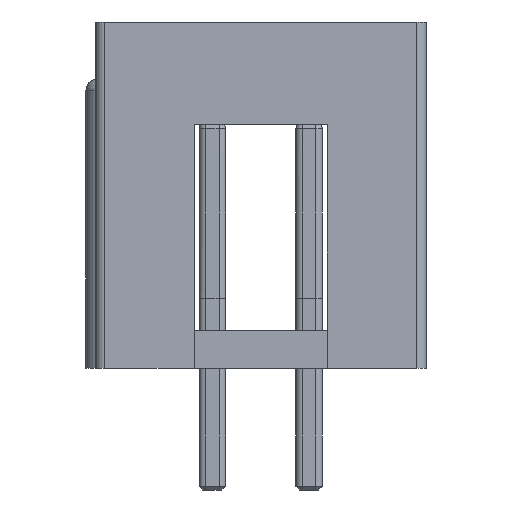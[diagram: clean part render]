
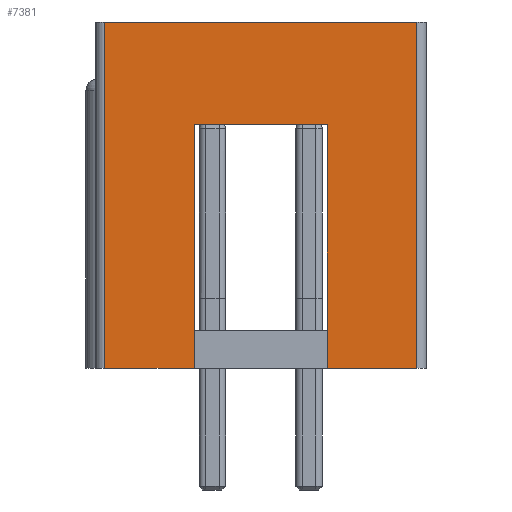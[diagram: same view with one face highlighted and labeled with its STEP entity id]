
A CAD part, left-side view. The second image highlights one B-rep face of the part: STEP entity #7381.
In plain terms, the highlighted planar face has unit normal (-1, 0, 0).
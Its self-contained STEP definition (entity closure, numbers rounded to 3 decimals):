
#69 = PLANE('',#70);
#70 = AXIS2_PLACEMENT_3D('',#71,#72,#73);
#71 = CARTESIAN_POINT('',(0.,0.,0.));
#72 = DIRECTION('',(0.,0.,1.));
#73 = DIRECTION('',(1.,0.,-0.));
#122 = VERTEX_POINT('',#123);
#123 = CARTESIAN_POINT('',(-19.23,4.1,0.));
#138 = CYLINDRICAL_SURFACE('',#139,0.25);
#139 = AXIS2_PLACEMENT_3D('',#140,#141,#142);
#140 = CARTESIAN_POINT('',(-18.98,4.1,0.));
#141 = DIRECTION('',(0.,0.,1.));
#142 = DIRECTION('',(-0.,1.,0.));
#150 = EDGE_CURVE('',#122,#151,#153,.T.);
#151 = VERTEX_POINT('',#152);
#152 = CARTESIAN_POINT('',(-19.23,1.75,0.));
#153 = SURFACE_CURVE('',#154,(#158,#165),.PCURVE_S1.);
#154 = LINE('',#155,#156);
#155 = CARTESIAN_POINT('',(-19.23,4.35,0.));
#156 = VECTOR('',#157,1.);
#157 = DIRECTION('',(0.,-1.,0.));
#158 = PCURVE('',#69,#159);
#159 = DEFINITIONAL_REPRESENTATION('',(#160),#164);
#160 = LINE('',#161,#162);
#161 = CARTESIAN_POINT('',(-19.23,4.35));
#162 = VECTOR('',#163,1.);
#163 = DIRECTION('',(0.,-1.));
#164 = ( GEOMETRIC_REPRESENTATION_CONTEXT(2) 
PARAMETRIC_REPRESENTATION_CONTEXT() REPRESENTATION_CONTEXT('2D SPACE',''
  ) );
#165 = PCURVE('',#166,#171);
#166 = PLANE('',#167);
#167 = AXIS2_PLACEMENT_3D('',#168,#169,#170);
#168 = CARTESIAN_POINT('',(-19.23,4.35,0.));
#169 = DIRECTION('',(1.,0.,-0.));
#170 = DIRECTION('',(0.,-1.,0.));
#171 = DEFINITIONAL_REPRESENTATION('',(#172),#176);
#172 = LINE('',#173,#174);
#173 = CARTESIAN_POINT('',(0.,0.));
#174 = VECTOR('',#175,1.);
#175 = DIRECTION('',(1.,0.));
#176 = ( GEOMETRIC_REPRESENTATION_CONTEXT(2) 
PARAMETRIC_REPRESENTATION_CONTEXT() REPRESENTATION_CONTEXT('2D SPACE',''
  ) );
#194 = PLANE('',#195);
#195 = AXIS2_PLACEMENT_3D('',#196,#197,#198);
#196 = CARTESIAN_POINT('',(-18.23,1.75,0.));
#197 = DIRECTION('',(0.,-1.,0.));
#198 = DIRECTION('',(-1.,0.,0.));
#235 = VERTEX_POINT('',#236);
#236 = CARTESIAN_POINT('',(-19.23,-1.75,0.));
#250 = PLANE('',#251);
#251 = AXIS2_PLACEMENT_3D('',#252,#253,#254);
#252 = CARTESIAN_POINT('',(-19.23,-1.75,0.));
#253 = DIRECTION('',(0.,1.,0.));
#254 = DIRECTION('',(1.,0.,0.));
#262 = EDGE_CURVE('',#235,#263,#265,.T.);
#263 = VERTEX_POINT('',#264);
#264 = CARTESIAN_POINT('',(-19.23,-4.1,0.));
#265 = SURFACE_CURVE('',#266,(#270,#277),.PCURVE_S1.);
#266 = LINE('',#267,#268);
#267 = CARTESIAN_POINT('',(-19.23,4.35,0.));
#268 = VECTOR('',#269,1.);
#269 = DIRECTION('',(0.,-1.,0.));
#270 = PCURVE('',#69,#271);
#271 = DEFINITIONAL_REPRESENTATION('',(#272),#276);
#272 = LINE('',#273,#274);
#273 = CARTESIAN_POINT('',(-19.23,4.35));
#274 = VECTOR('',#275,1.);
#275 = DIRECTION('',(0.,-1.));
#276 = ( GEOMETRIC_REPRESENTATION_CONTEXT(2) 
PARAMETRIC_REPRESENTATION_CONTEXT() REPRESENTATION_CONTEXT('2D SPACE',''
  ) );
#277 = PCURVE('',#166,#278);
#278 = DEFINITIONAL_REPRESENTATION('',(#279),#283);
#279 = LINE('',#280,#281);
#280 = CARTESIAN_POINT('',(0.,0.));
#281 = VECTOR('',#282,1.);
#282 = DIRECTION('',(1.,0.));
#283 = ( GEOMETRIC_REPRESENTATION_CONTEXT(2) 
PARAMETRIC_REPRESENTATION_CONTEXT() REPRESENTATION_CONTEXT('2D SPACE',''
  ) );
#306 = CYLINDRICAL_SURFACE('',#307,0.25);
#307 = AXIS2_PLACEMENT_3D('',#308,#309,#310);
#308 = CARTESIAN_POINT('',(-18.98,-4.1,0.));
#309 = DIRECTION('',(0.,0.,1.));
#310 = DIRECTION('',(0.,-1.,0.));
#6167 = PLANE('',#6168);
#6168 = AXIS2_PLACEMENT_3D('',#6169,#6170,#6171);
#6169 = CARTESIAN_POINT('',(0.,0.,9.1));
#6170 = DIRECTION('',(0.,0.,1.));
#6171 = DIRECTION('',(1.,0.,-0.));
#7336 = EDGE_CURVE('',#122,#7337,#7339,.T.);
#7337 = VERTEX_POINT('',#7338);
#7338 = CARTESIAN_POINT('',(-19.23,4.1,9.1));
#7339 = SURFACE_CURVE('',#7340,(#7344,#7351),.PCURVE_S1.);
#7340 = LINE('',#7341,#7342);
#7341 = CARTESIAN_POINT('',(-19.23,4.1,0.));
#7342 = VECTOR('',#7343,1.);
#7343 = DIRECTION('',(0.,0.,1.));
#7344 = PCURVE('',#138,#7345);
#7345 = DEFINITIONAL_REPRESENTATION('',(#7346),#7350);
#7346 = LINE('',#7347,#7348);
#7347 = CARTESIAN_POINT('',(1.571,0.));
#7348 = VECTOR('',#7349,1.);
#7349 = DIRECTION('',(0.,1.));
#7350 = ( GEOMETRIC_REPRESENTATION_CONTEXT(2) 
PARAMETRIC_REPRESENTATION_CONTEXT() REPRESENTATION_CONTEXT('2D SPACE',''
  ) );
#7351 = PCURVE('',#166,#7352);
#7352 = DEFINITIONAL_REPRESENTATION('',(#7353),#7357);
#7353 = LINE('',#7354,#7355);
#7354 = CARTESIAN_POINT('',(0.25,0.));
#7355 = VECTOR('',#7356,1.);
#7356 = DIRECTION('',(0.,-1.));
#7357 = ( GEOMETRIC_REPRESENTATION_CONTEXT(2) 
PARAMETRIC_REPRESENTATION_CONTEXT() REPRESENTATION_CONTEXT('2D SPACE',''
  ) );
#7381 = ADVANCED_FACE('',(#7382),#166,.F.);
#7382 = FACE_BOUND('',#7383,.F.);
#7383 = EDGE_LOOP('',(#7384,#7385,#7386,#7409,#7430,#7431,#7454,#7482));
#7384 = ORIENTED_EDGE('',*,*,#150,.F.);
#7385 = ORIENTED_EDGE('',*,*,#7336,.T.);
#7386 = ORIENTED_EDGE('',*,*,#7387,.T.);
#7387 = EDGE_CURVE('',#7337,#7388,#7390,.T.);
#7388 = VERTEX_POINT('',#7389);
#7389 = CARTESIAN_POINT('',(-19.23,-4.1,9.1));
#7390 = SURFACE_CURVE('',#7391,(#7395,#7402),.PCURVE_S1.);
#7391 = LINE('',#7392,#7393);
#7392 = CARTESIAN_POINT('',(-19.23,4.35,9.1));
#7393 = VECTOR('',#7394,1.);
#7394 = DIRECTION('',(0.,-1.,0.));
#7395 = PCURVE('',#166,#7396);
#7396 = DEFINITIONAL_REPRESENTATION('',(#7397),#7401);
#7397 = LINE('',#7398,#7399);
#7398 = CARTESIAN_POINT('',(0.,-9.1));
#7399 = VECTOR('',#7400,1.);
#7400 = DIRECTION('',(1.,0.));
#7401 = ( GEOMETRIC_REPRESENTATION_CONTEXT(2) 
PARAMETRIC_REPRESENTATION_CONTEXT() REPRESENTATION_CONTEXT('2D SPACE',''
  ) );
#7402 = PCURVE('',#6167,#7403);
#7403 = DEFINITIONAL_REPRESENTATION('',(#7404),#7408);
#7404 = LINE('',#7405,#7406);
#7405 = CARTESIAN_POINT('',(-19.23,4.35));
#7406 = VECTOR('',#7407,1.);
#7407 = DIRECTION('',(0.,-1.));
#7408 = ( GEOMETRIC_REPRESENTATION_CONTEXT(2) 
PARAMETRIC_REPRESENTATION_CONTEXT() REPRESENTATION_CONTEXT('2D SPACE',''
  ) );
#7409 = ORIENTED_EDGE('',*,*,#7410,.F.);
#7410 = EDGE_CURVE('',#263,#7388,#7411,.T.);
#7411 = SURFACE_CURVE('',#7412,(#7416,#7423),.PCURVE_S1.);
#7412 = LINE('',#7413,#7414);
#7413 = CARTESIAN_POINT('',(-19.23,-4.1,0.));
#7414 = VECTOR('',#7415,1.);
#7415 = DIRECTION('',(0.,0.,1.));
#7416 = PCURVE('',#166,#7417);
#7417 = DEFINITIONAL_REPRESENTATION('',(#7418),#7422);
#7418 = LINE('',#7419,#7420);
#7419 = CARTESIAN_POINT('',(8.45,0.));
#7420 = VECTOR('',#7421,1.);
#7421 = DIRECTION('',(0.,-1.));
#7422 = ( GEOMETRIC_REPRESENTATION_CONTEXT(2) 
PARAMETRIC_REPRESENTATION_CONTEXT() REPRESENTATION_CONTEXT('2D SPACE',''
  ) );
#7423 = PCURVE('',#306,#7424);
#7424 = DEFINITIONAL_REPRESENTATION('',(#7425),#7429);
#7425 = LINE('',#7426,#7427);
#7426 = CARTESIAN_POINT('',(-1.571,0.));
#7427 = VECTOR('',#7428,1.);
#7428 = DIRECTION('',(-0.,1.));
#7429 = ( GEOMETRIC_REPRESENTATION_CONTEXT(2) 
PARAMETRIC_REPRESENTATION_CONTEXT() REPRESENTATION_CONTEXT('2D SPACE',''
  ) );
#7430 = ORIENTED_EDGE('',*,*,#262,.F.);
#7431 = ORIENTED_EDGE('',*,*,#7432,.T.);
#7432 = EDGE_CURVE('',#235,#7433,#7435,.T.);
#7433 = VERTEX_POINT('',#7434);
#7434 = CARTESIAN_POINT('',(-19.23,-1.75,6.4));
#7435 = SURFACE_CURVE('',#7436,(#7440,#7447),.PCURVE_S1.);
#7436 = LINE('',#7437,#7438);
#7437 = CARTESIAN_POINT('',(-19.23,-1.75,0.));
#7438 = VECTOR('',#7439,1.);
#7439 = DIRECTION('',(0.,0.,1.));
#7440 = PCURVE('',#166,#7441);
#7441 = DEFINITIONAL_REPRESENTATION('',(#7442),#7446);
#7442 = LINE('',#7443,#7444);
#7443 = CARTESIAN_POINT('',(6.1,0.));
#7444 = VECTOR('',#7445,1.);
#7445 = DIRECTION('',(0.,-1.));
#7446 = ( GEOMETRIC_REPRESENTATION_CONTEXT(2) 
PARAMETRIC_REPRESENTATION_CONTEXT() REPRESENTATION_CONTEXT('2D SPACE',''
  ) );
#7447 = PCURVE('',#250,#7448);
#7448 = DEFINITIONAL_REPRESENTATION('',(#7449),#7453);
#7449 = LINE('',#7450,#7451);
#7450 = CARTESIAN_POINT('',(0.,0.));
#7451 = VECTOR('',#7452,1.);
#7452 = DIRECTION('',(0.,-1.));
#7453 = ( GEOMETRIC_REPRESENTATION_CONTEXT(2) 
PARAMETRIC_REPRESENTATION_CONTEXT() REPRESENTATION_CONTEXT('2D SPACE',''
  ) );
#7454 = ORIENTED_EDGE('',*,*,#7455,.F.);
#7455 = EDGE_CURVE('',#7456,#7433,#7458,.T.);
#7456 = VERTEX_POINT('',#7457);
#7457 = CARTESIAN_POINT('',(-19.23,1.75,6.4));
#7458 = SURFACE_CURVE('',#7459,(#7463,#7470),.PCURVE_S1.);
#7459 = LINE('',#7460,#7461);
#7460 = CARTESIAN_POINT('',(-19.23,1.75,6.4));
#7461 = VECTOR('',#7462,1.);
#7462 = DIRECTION('',(0.,-1.,0.));
#7463 = PCURVE('',#166,#7464);
#7464 = DEFINITIONAL_REPRESENTATION('',(#7465),#7469);
#7465 = LINE('',#7466,#7467);
#7466 = CARTESIAN_POINT('',(2.6,-6.4));
#7467 = VECTOR('',#7468,1.);
#7468 = DIRECTION('',(1.,0.));
#7469 = ( GEOMETRIC_REPRESENTATION_CONTEXT(2) 
PARAMETRIC_REPRESENTATION_CONTEXT() REPRESENTATION_CONTEXT('2D SPACE',''
  ) );
#7470 = PCURVE('',#7471,#7476);
#7471 = PLANE('',#7472);
#7472 = AXIS2_PLACEMENT_3D('',#7473,#7474,#7475);
#7473 = CARTESIAN_POINT('',(-18.73,0.,6.4));
#7474 = DIRECTION('',(0.,0.,1.));
#7475 = DIRECTION('',(1.,0.,-0.));
#7476 = DEFINITIONAL_REPRESENTATION('',(#7477),#7481);
#7477 = LINE('',#7478,#7479);
#7478 = CARTESIAN_POINT('',(-0.5,1.75));
#7479 = VECTOR('',#7480,1.);
#7480 = DIRECTION('',(0.,-1.));
#7481 = ( GEOMETRIC_REPRESENTATION_CONTEXT(2) 
PARAMETRIC_REPRESENTATION_CONTEXT() REPRESENTATION_CONTEXT('2D SPACE',''
  ) );
#7482 = ORIENTED_EDGE('',*,*,#7483,.F.);
#7483 = EDGE_CURVE('',#151,#7456,#7484,.T.);
#7484 = SURFACE_CURVE('',#7485,(#7489,#7496),.PCURVE_S1.);
#7485 = LINE('',#7486,#7487);
#7486 = CARTESIAN_POINT('',(-19.23,1.75,0.));
#7487 = VECTOR('',#7488,1.);
#7488 = DIRECTION('',(0.,0.,1.));
#7489 = PCURVE('',#166,#7490);
#7490 = DEFINITIONAL_REPRESENTATION('',(#7491),#7495);
#7491 = LINE('',#7492,#7493);
#7492 = CARTESIAN_POINT('',(2.6,0.));
#7493 = VECTOR('',#7494,1.);
#7494 = DIRECTION('',(0.,-1.));
#7495 = ( GEOMETRIC_REPRESENTATION_CONTEXT(2) 
PARAMETRIC_REPRESENTATION_CONTEXT() REPRESENTATION_CONTEXT('2D SPACE',''
  ) );
#7496 = PCURVE('',#194,#7497);
#7497 = DEFINITIONAL_REPRESENTATION('',(#7498),#7502);
#7498 = LINE('',#7499,#7500);
#7499 = CARTESIAN_POINT('',(1.,0.));
#7500 = VECTOR('',#7501,1.);
#7501 = DIRECTION('',(0.,-1.));
#7502 = ( GEOMETRIC_REPRESENTATION_CONTEXT(2) 
PARAMETRIC_REPRESENTATION_CONTEXT() REPRESENTATION_CONTEXT('2D SPACE',''
  ) );
